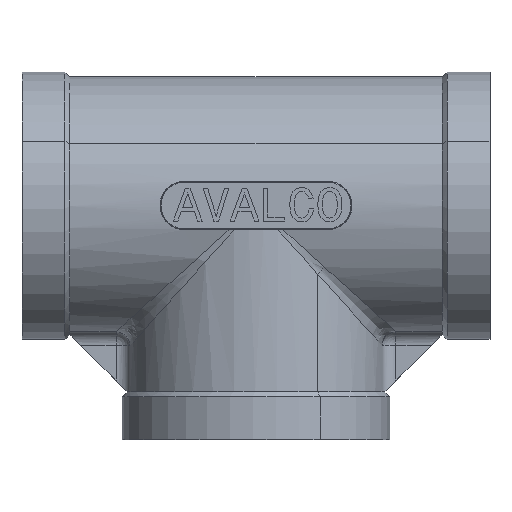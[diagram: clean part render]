
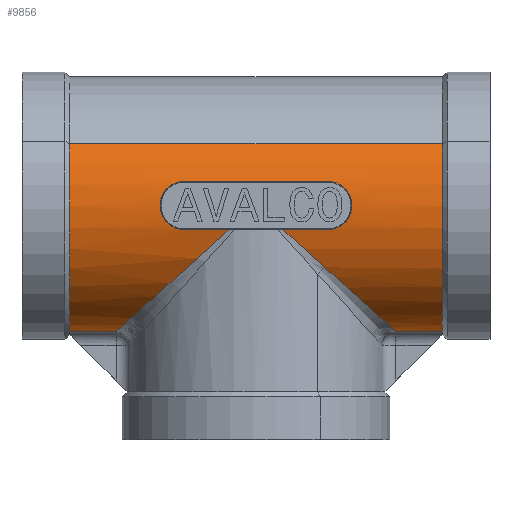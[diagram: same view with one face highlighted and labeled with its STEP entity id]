
A CAD part, top view. The second image highlights one B-rep face of the part: STEP entity #9856.
In plain terms, the highlighted cylindrical face has radius 27 mm (diameter 54 mm), a partial arc.
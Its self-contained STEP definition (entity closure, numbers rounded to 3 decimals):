
#150=CARTESIAN_POINT('Vertex',(-39.,-26.359,5.85)) ;
#153=CARTESIAN_POINT('Axis2P3D Location',(-39.,0.,0.)) ;
#157=CARTESIAN_POINT('Vertex',(-39.,12.944,23.695)) ;
#224=CARTESIAN_POINT('Vertex',(39.,12.944,23.695)) ;
#227=CARTESIAN_POINT('Axis2P3D Location',(39.,0.,0.)) ;
#231=CARTESIAN_POINT('Vertex',(39.,-26.359,5.85)) ;
#7242=CARTESIAN_POINT('Vertex',(-29.287,-26.359,5.85)) ;
#7293=CARTESIAN_POINT('Line Origine',(0.,-26.359,5.85)) ;
#7475=CARTESIAN_POINT('Control Point',(29.287,-26.359,5.85)) ;
#7476=CARTESIAN_POINT('Control Point',(29.143,-26.229,6.434)) ;
#7477=CARTESIAN_POINT('Control Point',(28.982,-26.084,7.01)) ;
#7478=CARTESIAN_POINT('Control Point',(28.805,-25.925,7.578)) ;
#7479=CARTESIAN_POINT('Control Point',(27.948,-25.153,10.064)) ;
#7480=CARTESIAN_POINT('Control Point',(26.803,-24.123,12.354)) ;
#7481=CARTESIAN_POINT('Control Point',(25.778,-23.2,13.991)) ;
#7482=CARTESIAN_POINT('Control Point',(23.159,-20.843,17.467)) ;
#7483=CARTESIAN_POINT('Control Point',(20.094,-18.085,20.225)) ;
#7484=CARTESIAN_POINT('Control Point',(18.253,-16.428,21.578)) ;
#7485=CARTESIAN_POINT('Control Point',(16.344,-14.709,22.731)) ;
#7486=CARTESIAN_POINT('Control Point',(14.383,-12.944,23.695)) ;
#7487=CARTESIAN_POINT('Vertex',(14.383,-12.944,23.695)) ;
#7489=CARTESIAN_POINT('Vertex',(29.287,-26.359,5.85)) ;
#7607=CARTESIAN_POINT('Line Origine',(0.,-26.359,5.85)) ;
#7890=CARTESIAN_POINT('Axis2P3D Location',(24.5,0.,0.)) ;
#8428=CARTESIAN_POINT('Line Origine',(19.5,12.944,23.695)) ;
#9615=CARTESIAN_POINT('Control Point',(14.383,-12.944,23.695)) ;
#9616=CARTESIAN_POINT('Control Point',(12.691,-11.422,24.526)) ;
#9617=CARTESIAN_POINT('Control Point',(10.962,-9.866,25.218)) ;
#9618=CARTESIAN_POINT('Control Point',(9.206,-8.286,25.777)) ;
#9619=CARTESIAN_POINT('Control Point',(7.432,-6.689,26.21)) ;
#9620=CARTESIAN_POINT('Control Point',(5.646,-5.081,26.518)) ;
#9621=CARTESIAN_POINT('Vertex',(5.646,-5.081,26.518)) ;
#9720=CARTESIAN_POINT('Control Point',(-5.646,-5.081,26.518)) ;
#9721=CARTESIAN_POINT('Control Point',(-7.,-6.3,26.284)) ;
#9722=CARTESIAN_POINT('Control Point',(-8.348,-7.513,25.979)) ;
#9723=CARTESIAN_POINT('Control Point',(-9.685,-8.717,25.601)) ;
#9724=CARTESIAN_POINT('Control Point',(-13.098,-11.789,24.436)) ;
#9725=CARTESIAN_POINT('Control Point',(-16.397,-14.757,22.756)) ;
#9726=CARTESIAN_POINT('Control Point',(-18.355,-16.519,21.524)) ;
#9727=CARTESIAN_POINT('Control Point',(-21.719,-19.547,18.917)) ;
#9728=CARTESIAN_POINT('Control Point',(-24.672,-22.205,15.539)) ;
#9729=CARTESIAN_POINT('Control Point',(-25.879,-23.291,13.882)) ;
#9730=CARTESIAN_POINT('Control Point',(-27.379,-24.641,11.318)) ;
#9731=CARTESIAN_POINT('Control Point',(-28.515,-25.663,8.46)) ;
#9732=CARTESIAN_POINT('Control Point',(-28.81,-25.929,7.61)) ;
#9733=CARTESIAN_POINT('Control Point',(-29.068,-26.161,6.739)) ;
#9734=CARTESIAN_POINT('Control Point',(-29.287,-26.359,5.85)) ;
#9735=CARTESIAN_POINT('Vertex',(-5.646,-5.081,26.518)) ;
#9784=CARTESIAN_POINT('Line Origine',(19.5,-5.081,26.518)) ;
#9788=CARTESIAN_POINT('Vertex',(-15.,-5.081,26.518)) ;
#9792=CARTESIAN_POINT('Control Point',(-15.,5.081,26.518)) ;
#9793=CARTESIAN_POINT('Control Point',(-15.766,5.081,26.518)) ;
#9794=CARTESIAN_POINT('Control Point',(-16.533,4.938,26.545)) ;
#9795=CARTESIAN_POINT('Control Point',(-17.262,4.651,26.6)) ;
#9796=CARTESIAN_POINT('Control Point',(-18.635,3.783,26.748)) ;
#9797=CARTESIAN_POINT('Control Point',(-19.582,2.459,26.902)) ;
#9798=CARTESIAN_POINT('Control Point',(-19.927,1.673,26.968)) ;
#9799=CARTESIAN_POINT('Control Point',(-20.245,0.135,27.027)) ;
#9800=CARTESIAN_POINT('Control Point',(-19.979,-1.403,26.977)) ;
#9801=CARTESIAN_POINT('Control Point',(-19.736,-2.075,26.932)) ;
#9802=CARTESIAN_POINT('Control Point',(-18.931,-3.48,26.794)) ;
#9803=CARTESIAN_POINT('Control Point',(-17.644,-4.485,26.632)) ;
#9804=CARTESIAN_POINT('Control Point',(-16.804,-4.883,26.556)) ;
#9805=CARTESIAN_POINT('Control Point',(-15.902,-5.081,26.518)) ;
#9806=CARTESIAN_POINT('Control Point',(-15.,-5.081,26.518)) ;
#9807=CARTESIAN_POINT('Vertex',(-15.,5.081,26.518)) ;
#9810=CARTESIAN_POINT('Line Origine',(19.5,5.081,26.518)) ;
#9814=CARTESIAN_POINT('Vertex',(15.,5.081,26.518)) ;
#9818=CARTESIAN_POINT('Control Point',(15.,-5.081,26.518)) ;
#9819=CARTESIAN_POINT('Control Point',(15.69,-5.081,26.518)) ;
#9820=CARTESIAN_POINT('Control Point',(16.379,-4.965,26.54)) ;
#9821=CARTESIAN_POINT('Control Point',(17.042,-4.733,26.585)) ;
#9822=CARTESIAN_POINT('Control Point',(18.393,-3.983,26.715)) ;
#9823=CARTESIAN_POINT('Control Point',(19.387,-2.791,26.869)) ;
#9824=CARTESIAN_POINT('Control Point',(19.79,-2.031,26.942)) ;
#9825=CARTESIAN_POINT('Control Point',(20.261,-0.381,27.03)) ;
#9826=CARTESIAN_POINT('Control Point',(20.035,1.323,26.988)) ;
#9827=CARTESIAN_POINT('Control Point',(19.743,2.139,26.931)) ;
#9828=CARTESIAN_POINT('Control Point',(18.848,3.59,26.778)) ;
#9829=CARTESIAN_POINT('Control Point',(17.454,4.571,26.616)) ;
#9830=CARTESIAN_POINT('Control Point',(16.669,4.911,26.55)) ;
#9831=CARTESIAN_POINT('Control Point',(15.834,5.081,26.518)) ;
#9832=CARTESIAN_POINT('Control Point',(15.,5.081,26.518)) ;
#9833=CARTESIAN_POINT('Vertex',(15.,-5.081,26.518)) ;
#9836=CARTESIAN_POINT('Line Origine',(19.5,-5.081,26.518)) ;
#154=DIRECTION('Axis2P3D Direction',(-1.,0.,0.)) ;
#228=DIRECTION('Axis2P3D Direction',(-1.,0.,0.)) ;
#7294=DIRECTION('Vector Direction',(-1.,0.,0.)) ;
#7608=DIRECTION('Vector Direction',(1.,0.,0.)) ;
#7891=DIRECTION('Axis2P3D Direction',(-1.,0.,0.)) ;
#7892=DIRECTION('Axis2P3D XDirection',(0.,0.479,0.878)) ;
#8429=DIRECTION('Vector Direction',(-1.,0.,0.)) ;
#9785=DIRECTION('Vector Direction',(-1.,0.,0.)) ;
#9811=DIRECTION('Vector Direction',(-1.,0.,0.)) ;
#9837=DIRECTION('Vector Direction',(-1.,0.,0.)) ;
#155=AXIS2_PLACEMENT_3D('Circle Axis2P3D',#153,#154,$) ;
#229=AXIS2_PLACEMENT_3D('Circle Axis2P3D',#227,#228,$) ;
#7893=AXIS2_PLACEMENT_3D('Cylinder Axis2P3D',#7890,#7891,#7892) ;
#9842=ORIENTED_EDGE('',*,*,#9623,.T.) ;
#9843=ORIENTED_EDGE('',*,*,#7491,.T.) ;
#9844=ORIENTED_EDGE('',*,*,#7611,.F.) ;
#9845=ORIENTED_EDGE('',*,*,#233,.T.) ;
#9846=ORIENTED_EDGE('',*,*,#8432,.T.) ;
#9847=ORIENTED_EDGE('',*,*,#159,.F.) ;
#9848=ORIENTED_EDGE('',*,*,#7297,.T.) ;
#9849=ORIENTED_EDGE('',*,*,#9737,.T.) ;
#9850=ORIENTED_EDGE('',*,*,#9790,.T.) ;
#9851=ORIENTED_EDGE('',*,*,#9809,.T.) ;
#9852=ORIENTED_EDGE('',*,*,#9816,.T.) ;
#9853=ORIENTED_EDGE('',*,*,#9835,.T.) ;
#9854=ORIENTED_EDGE('',*,*,#9840,.T.) ;
#7295=VECTOR('Line Direction',#7294,1.) ;
#7609=VECTOR('Line Direction',#7608,1.) ;
#8430=VECTOR('Line Direction',#8429,1.) ;
#9786=VECTOR('Line Direction',#9785,1.) ;
#9812=VECTOR('Line Direction',#9811,1.) ;
#9838=VECTOR('Line Direction',#9837,1.) ;
#9856=ADVANCED_FACE('Corps principal',(#9855),#7894,.T.) ;
#7474=B_SPLINE_CURVE_WITH_KNOTS('',5,(#7475,#7476,#7477,#7478,#7479,#7480,#7481,#7482,#7483,#7484,#7485,#7486),.UNSPECIFIED.,.F.,.U.,(6,3,3,6),(18.413,22.764,37.779,57.639),.UNSPECIFIED.) ;
#9614=B_SPLINE_CURVE_WITH_KNOTS('',5,(#9615,#9616,#9617,#9618,#9619,#9620),.UNSPECIFIED.,.F.,.U.,(6,6),(0.,17.132),.UNSPECIFIED.) ;
#9719=B_SPLINE_CURVE_WITH_KNOTS('',5,(#9720,#9721,#9722,#9723,#9724,#9725,#9726,#9727,#9728,#9729,#9730,#9731,#9732,#9733,#9734),.UNSPECIFIED.,.F.,.U.,(6,3,3,3,6),(10.771,23.761,44.239,60.509,67.128),.UNSPECIFIED.) ;
#9791=B_SPLINE_CURVE_WITH_KNOTS('',5,(#9792,#9793,#9794,#9795,#9796,#9797,#9798,#9799,#9800,#9801,#9802,#9803,#9804,#9805,#9806),.UNSPECIFIED.,.F.,.U.,(6,3,3,3,6),(11.234,16.601,22.468,27.387,33.702),.UNSPECIFIED.) ;
#9817=B_SPLINE_CURVE_WITH_KNOTS('',5,(#9818,#9819,#9820,#9821,#9822,#9823,#9824,#9825,#9826,#9827,#9828,#9829,#9830,#9831,#9832),.UNSPECIFIED.,.F.,.U.,(6,3,3,3,6),(11.234,16.064,21.946,27.86,33.702),.UNSPECIFIED.) ;
#156=CIRCLE('generated circle',#155,27.) ;
#230=CIRCLE('generated circle',#229,27.) ;
#7894=CYLINDRICAL_SURFACE('generated cylinder',#7893,27.) ;
#159=EDGE_CURVE('',#151,#158,#156,.T.) ;
#233=EDGE_CURVE('',#232,#225,#230,.T.) ;
#7297=EDGE_CURVE('',#151,#7243,#7296,.F.) ;
#7491=EDGE_CURVE('',#7488,#7490,#7474,.F.) ;
#7611=EDGE_CURVE('',#232,#7490,#7610,.F.) ;
#8432=EDGE_CURVE('',#225,#158,#8431,.T.) ;
#9623=EDGE_CURVE('',#9622,#7488,#9614,.F.) ;
#9737=EDGE_CURVE('',#7243,#9736,#9719,.F.) ;
#9790=EDGE_CURVE('',#9736,#9789,#9787,.T.) ;
#9809=EDGE_CURVE('',#9789,#9808,#9791,.F.) ;
#9816=EDGE_CURVE('',#9808,#9815,#9813,.F.) ;
#9835=EDGE_CURVE('',#9815,#9834,#9817,.F.) ;
#9840=EDGE_CURVE('',#9834,#9622,#9839,.T.) ;
#9841=EDGE_LOOP('',(#9842,#9843,#9844,#9845,#9846,#9847,#9848,#9849,#9850,#9851,#9852,#9853,#9854)) ;
#9855=FACE_OUTER_BOUND('',#9841,.T.) ;
#7296=LINE('Line',#7293,#7295) ;
#7610=LINE('Line',#7607,#7609) ;
#8431=LINE('Line',#8428,#8430) ;
#9787=LINE('Line',#9784,#9786) ;
#9813=LINE('Line',#9810,#9812) ;
#9839=LINE('Line',#9836,#9838) ;
#151=VERTEX_POINT('',#150) ;
#158=VERTEX_POINT('',#157) ;
#225=VERTEX_POINT('',#224) ;
#232=VERTEX_POINT('',#231) ;
#7243=VERTEX_POINT('',#7242) ;
#7488=VERTEX_POINT('',#7487) ;
#7490=VERTEX_POINT('',#7489) ;
#9622=VERTEX_POINT('',#9621) ;
#9736=VERTEX_POINT('',#9735) ;
#9789=VERTEX_POINT('',#9788) ;
#9808=VERTEX_POINT('',#9807) ;
#9815=VERTEX_POINT('',#9814) ;
#9834=VERTEX_POINT('',#9833) ;
